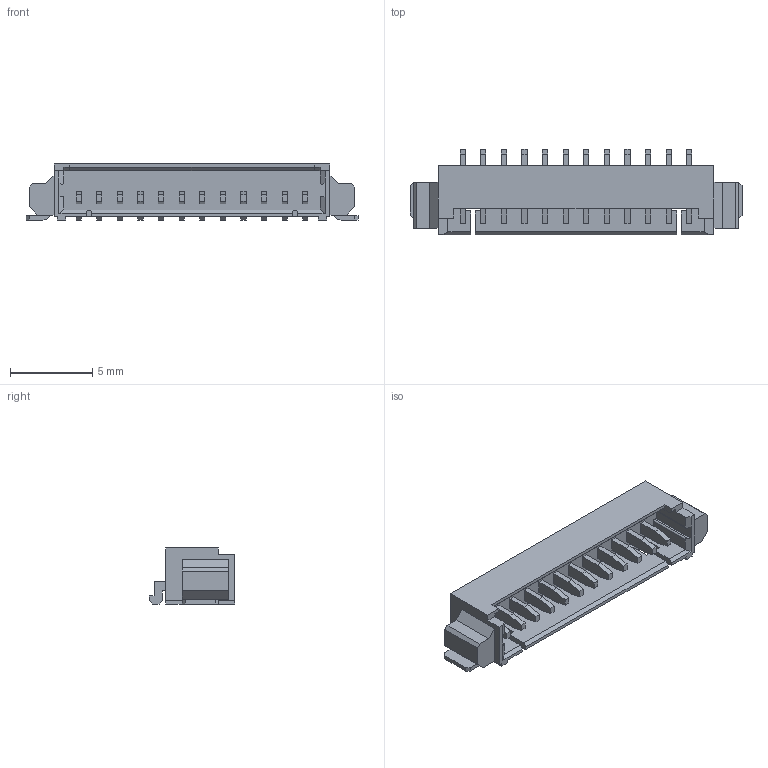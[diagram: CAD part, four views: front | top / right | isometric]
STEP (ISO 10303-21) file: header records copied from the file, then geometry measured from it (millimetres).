
FILE_DESCRIPTION(/* description */ (''),/* implementation_level */ '2;1');
FILE_NAME(/* name */ '532617012wbm000_01_214.stp',/* time_stamp */ '2022-03-30T18:31:50+05:00',/* author */ (''),/* organization */ (''),/* preprocessor_version */ 'ST-DEVELOPER v16.7',/* originating_system */ 'SIEMENS PLM Software NX 1919',/* authorisation */ '');
FILE_SCHEMA (('AUTOMOTIVE_DESIGN { 1 0 10303 214 3 1 1 1 }'));
Length unit declared in the file: millimetre
Products named in the file (1): 532617012wbm000_01
Bounding box: 20.15 x 5.2 x 3.4 mm (x, y, z)
Volume: 128.4 mm3; surface area: 457 mm2
Topology: 1 solids, 1 shells, 320 faces, 870 edges, 578 vertices
Faces by surface type: plane 312, cylinder 8
Entity records: 9906 total; most frequent: CARTESIAN_POINT 1769, ORIENTED_EDGE 1740, DIRECTION 1528, EDGE_CURVE 870, LINE 854, VECTOR 854, VERTEX_POINT 578, EDGE_LOOP 346
